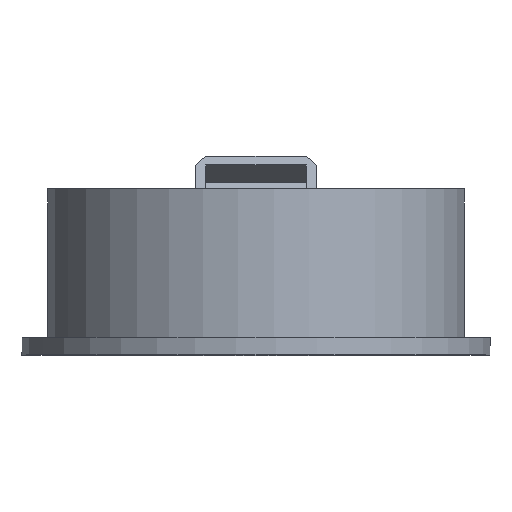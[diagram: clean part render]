
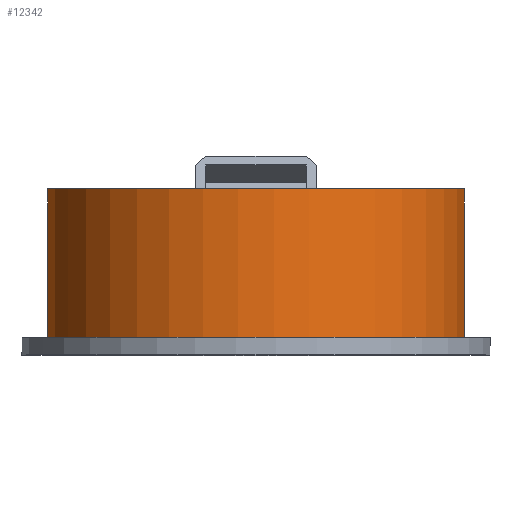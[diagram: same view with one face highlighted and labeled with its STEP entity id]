
A CAD part, top view. The second image highlights one B-rep face of the part: STEP entity #12342.
In plain terms, the highlighted cylindrical face has radius 120 mm (diameter 240 mm), a partial arc.
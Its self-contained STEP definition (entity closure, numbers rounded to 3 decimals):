
#2015=FACE_OUTER_BOUND('',#2766,.T.);
#2766=EDGE_LOOP('',(#11644,#11645,#11646,#11647,#11648,#11649));
#2796=CIRCLE('',#12726,120.);
#2806=CIRCLE('',#12738,120.);
#3858=LINE('',#22079,#4981);
#3890=LINE('',#22183,#5013);
#3920=LINE('',#22253,#5043);
#3929=LINE('',#22294,#5052);
#4981=VECTOR('',#14408,10.);
#5013=VECTOR('',#14514,10.);
#5043=VECTOR('',#14580,10.);
#5052=VECTOR('',#14633,10.);
#6178=VERTEX_POINT('',#22076);
#6179=VERTEX_POINT('',#22078);
#6213=VERTEX_POINT('',#22180);
#6214=VERTEX_POINT('',#22182);
#6236=VERTEX_POINT('',#22252);
#6246=VERTEX_POINT('',#22292);
#7918=EDGE_CURVE('',#6179,#6178,#3858,.T.);
#7965=EDGE_CURVE('',#6214,#6213,#3890,.T.);
#8002=EDGE_CURVE('',#6236,#6179,#3920,.T.);
#8011=EDGE_CURVE('',#6178,#6214,#2796,.T.);
#8022=EDGE_CURVE('',#6213,#6246,#3929,.T.);
#8023=EDGE_CURVE('',#6236,#6246,#2806,.T.);
#11644=ORIENTED_EDGE('',*,*,#8011,.T.);
#11645=ORIENTED_EDGE('',*,*,#7965,.T.);
#11646=ORIENTED_EDGE('',*,*,#8022,.T.);
#11647=ORIENTED_EDGE('',*,*,#8023,.F.);
#11648=ORIENTED_EDGE('',*,*,#8002,.T.);
#11649=ORIENTED_EDGE('',*,*,#7918,.T.);
#11677=CYLINDRICAL_SURFACE('',#12784,120.);
#12342=ADVANCED_FACE('',(#2015),#11677,.T.);
#12726=AXIS2_PLACEMENT_3D('',#22272,#14610,#14611);
#12738=AXIS2_PLACEMENT_3D('',#22296,#14636,#14637);
#12784=AXIS2_PLACEMENT_3D('',#22378,#14746,#14747);
#14408=DIRECTION('',(0.,-1.,0.));
#14514=DIRECTION('',(0.,1.,0.));
#14580=DIRECTION('',(0.,-1.,0.));
#14610=DIRECTION('center_axis',(0.,1.,0.));
#14611=DIRECTION('ref_axis',(-1.,0.,0.));
#14633=DIRECTION('',(0.,1.,0.));
#14636=DIRECTION('center_axis',(0.,1.,0.));
#14637=DIRECTION('ref_axis',(1.,0.,0.));
#14746=DIRECTION('center_axis',(0.,1.,0.));
#14747=DIRECTION('ref_axis',(0.,0.,
1.));
#22076=CARTESIAN_POINT('',(145.596,58.609,-309.531));
#22078=CARTESIAN_POINT('',(145.596,143.609,-309.531));
#22079=CARTESIAN_POINT('',(145.596,58.609,-309.531));
#22180=CARTESIAN_POINT('',(215.596,143.609,-309.531));
#22182=CARTESIAN_POINT('',(215.596,58.609,-309.531));
#22183=CARTESIAN_POINT('',(215.596,58.609,-309.531));
#22252=CARTESIAN_POINT('',(145.596,144.109,-309.531));
#22253=CARTESIAN_POINT('',(145.596,58.609,-309.531));
#22272=CARTESIAN_POINT('Origin',(180.596,58.609,-194.748));
#22292=CARTESIAN_POINT('',(215.596,144.109,-309.531));
#22294=CARTESIAN_POINT('',(215.596,58.609,-309.531));
#22296=CARTESIAN_POINT('Origin',(180.596,144.109,-194.748));
#22378=CARTESIAN_POINT('Origin',(180.596,53.609,-194.748));
